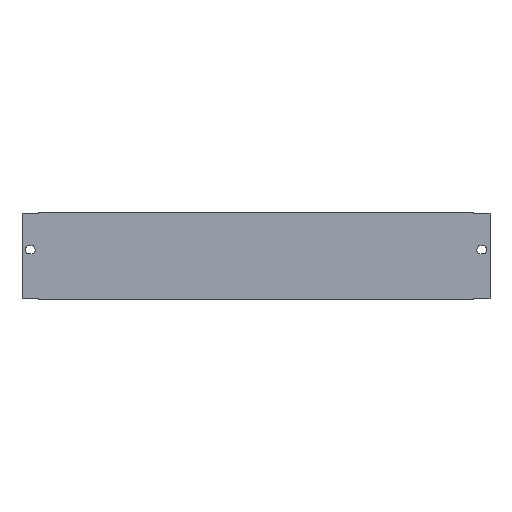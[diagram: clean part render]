
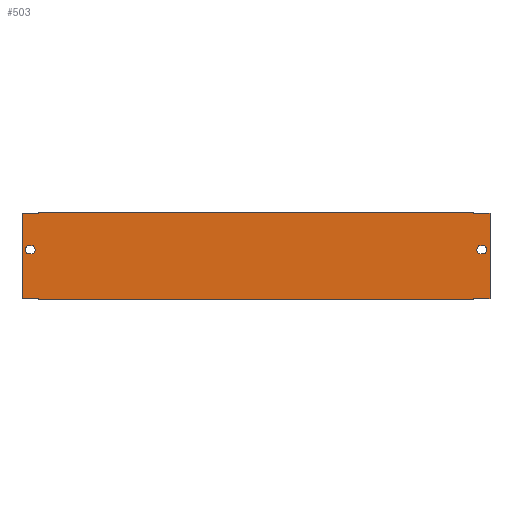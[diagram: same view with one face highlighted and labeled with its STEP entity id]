
A CAD part, top view. The second image highlights one B-rep face of the part: STEP entity #503.
In plain terms, the highlighted planar face has unit normal (0, 0, 1).
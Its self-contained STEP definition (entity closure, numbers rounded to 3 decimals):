
#19=FACE_BOUND('',#60,.T.);
#20=FACE_BOUND('',#61,.T.);
#23=CIRCLE('',#553,5.);
#24=CIRCLE('',#554,5.);
#25=CIRCLE('',#555,5.);
#26=CIRCLE('',#556,5.);
#33=FACE_OUTER_BOUND('',#59,.T.);
#59=EDGE_LOOP('',(#343,#344,#345,#346,#347,#348,#349,#350,#351,#352,#353,
#354));
#60=EDGE_LOOP('',(#355,#356,#357,#358));
#61=EDGE_LOOP('',(#359,#360,#361,#362));
#94=LINE('',#737,#158);
#95=LINE('',#739,#159);
#96=LINE('',#741,#160);
#97=LINE('',#743,#161);
#98=LINE('',#745,#162);
#99=LINE('',#747,#163);
#100=LINE('',#749,#164);
#101=LINE('',#751,#165);
#102=LINE('',#753,#166);
#103=LINE('',#755,#167);
#104=LINE('',#757,#168);
#105=LINE('',#758,#169);
#106=LINE('',#763,#170);
#107=LINE('',#766,#171);
#108=LINE('',#771,#172);
#109=LINE('',#774,#173);
#158=VECTOR('',#599,10.);
#159=VECTOR('',#600,10.);
#160=VECTOR('',#601,10.);
#161=VECTOR('',#602,10.);
#162=VECTOR('',#603,10.);
#163=VECTOR('',#604,10.);
#164=VECTOR('',#605,10.);
#165=VECTOR('',#606,10.);
#166=VECTOR('',#607,10.);
#167=VECTOR('',#608,10.);
#168=VECTOR('',#609,10.);
#169=VECTOR('',#610,10.);
#170=VECTOR('',#613,10.);
#171=VECTOR('',#616,10.);
#172=VECTOR('',#619,10.);
#173=VECTOR('',#622,10.);
#221=VERTEX_POINT('',#735);
#222=VERTEX_POINT('',#736);
#223=VERTEX_POINT('',#738);
#224=VERTEX_POINT('',#740);
#225=VERTEX_POINT('',#742);
#226=VERTEX_POINT('',#744);
#227=VERTEX_POINT('',#746);
#228=VERTEX_POINT('',#748);
#229=VERTEX_POINT('',#750);
#230=VERTEX_POINT('',#752);
#231=VERTEX_POINT('',#754);
#232=VERTEX_POINT('',#756);
#233=VERTEX_POINT('',#759);
#234=VERTEX_POINT('',#760);
#235=VERTEX_POINT('',#762);
#236=VERTEX_POINT('',#764);
#237=VERTEX_POINT('',#767);
#238=VERTEX_POINT('',#768);
#239=VERTEX_POINT('',#770);
#240=VERTEX_POINT('',#772);
#270=EDGE_CURVE('',#221,#222,#94,.T.);
#271=EDGE_CURVE('',#222,#223,#95,.T.);
#272=EDGE_CURVE('',#224,#223,#96,.T.);
#273=EDGE_CURVE('',#225,#224,#97,.T.);
#274=EDGE_CURVE('',#226,#225,#98,.T.);
#275=EDGE_CURVE('',#227,#226,#99,.T.);
#276=EDGE_CURVE('',#227,#228,#100,.T.);
#277=EDGE_CURVE('',#228,#229,#101,.T.);
#278=EDGE_CURVE('',#230,#229,#102,.T.);
#279=EDGE_CURVE('',#231,#230,#103,.T.);
#280=EDGE_CURVE('',#232,#231,#104,.T.);
#281=EDGE_CURVE('',#221,#232,#105,.T.);
#282=EDGE_CURVE('',#233,#234,#23,.T.);
#283=EDGE_CURVE('',#234,#235,#106,.T.);
#284=EDGE_CURVE('',#235,#236,#24,.T.);
#285=EDGE_CURVE('',#236,#233,#107,.T.);
#286=EDGE_CURVE('',#237,#238,#25,.T.);
#287=EDGE_CURVE('',#238,#239,#108,.T.);
#288=EDGE_CURVE('',#239,#240,#26,.T.);
#289=EDGE_CURVE('',#240,#237,#109,.T.);
#343=ORIENTED_EDGE('',*,*,#270,.T.);
#344=ORIENTED_EDGE('',*,*,#271,.T.);
#345=ORIENTED_EDGE('',*,*,#272,.F.);
#346=ORIENTED_EDGE('',*,*,#273,.F.);
#347=ORIENTED_EDGE('',*,*,#274,.F.);
#348=ORIENTED_EDGE('',*,*,#275,.F.);
#349=ORIENTED_EDGE('',*,*,#276,.T.);
#350=ORIENTED_EDGE('',*,*,#277,.T.);
#351=ORIENTED_EDGE('',*,*,#278,.F.);
#352=ORIENTED_EDGE('',*,*,#279,.F.);
#353=ORIENTED_EDGE('',*,*,#280,.F.);
#354=ORIENTED_EDGE('',*,*,#281,.F.);
#355=ORIENTED_EDGE('',*,*,#282,.T.);
#356=ORIENTED_EDGE('',*,*,#283,.T.);
#357=ORIENTED_EDGE('',*,*,#284,.T.);
#358=ORIENTED_EDGE('',*,*,#285,.T.);
#359=ORIENTED_EDGE('',*,*,#286,.T.);
#360=ORIENTED_EDGE('',*,*,#287,.T.);
#361=ORIENTED_EDGE('',*,*,#288,.T.);
#362=ORIENTED_EDGE('',*,*,#289,.T.);
#481=PLANE('',#552);
#503=ADVANCED_FACE('',(#33,#19,#20),#481,.T.);
#552=AXIS2_PLACEMENT_3D('',#734,#597,#598);
#553=AXIS2_PLACEMENT_3D('',#761,#611,#612);
#554=AXIS2_PLACEMENT_3D('',#765,#614,#615);
#555=AXIS2_PLACEMENT_3D('',#769,#617,#618);
#556=AXIS2_PLACEMENT_3D('',#773,#620,#621);
#597=DIRECTION('center_axis',(0.,0.,1.));
#598=DIRECTION('ref_axis',(1.,0.,0.));
#599=DIRECTION('',(0.,-1.,0.));
#600=DIRECTION('',(1.,0.,0.));
#601=DIRECTION('',(0.,-1.,0.));
#602=DIRECTION('',(-1.,0.,0.));
#603=DIRECTION('',(0.,-1.,0.));
#604=DIRECTION('',(1.,0.,0.));
#605=DIRECTION('',(0.,1.,0.));
#606=DIRECTION('',(-1.,0.,0.));
#607=DIRECTION('',(0.,1.,0.));
#608=DIRECTION('',(1.,0.,0.));
#609=DIRECTION('',(0.,1.,0.));
#610=DIRECTION('',(-1.,0.,0.));
#611=DIRECTION('center_axis',(0.,0.,-1.));
#612=DIRECTION('ref_axis',(0.6,-0.8,0.));
#613=DIRECTION('',(-1.,0.,0.));
#614=DIRECTION('center_axis',(0.,0.,-1.));
#615=DIRECTION('ref_axis',(-0.6,0.8,0.));
#616=DIRECTION('',(1.,0.,0.));
#617=DIRECTION('center_axis',(0.,0.,-1.));
#618=DIRECTION('ref_axis',(0.6,-0.8,0.));
#619=DIRECTION('',(-1.,0.,0.));
#620=DIRECTION('center_axis',(0.,0.,-1.));
#621=DIRECTION('ref_axis',(-0.6,0.8,0.));
#622=DIRECTION('',(1.,0.,0.));
#734=CARTESIAN_POINT('Origin',(0.,0.,
1.));
#735=CARTESIAN_POINT('',(-224.5,-43.95,1.));
#736=CARTESIAN_POINT('',(-224.5,-44.35,1.));
#737=CARTESIAN_POINT('',(-224.5,-43.95,1.));
#738=CARTESIAN_POINT('',(224.5,-44.35,1.));
#739=CARTESIAN_POINT('',(0.,-44.35,1.));
#740=CARTESIAN_POINT('',(224.5,-43.95,1.));
#741=CARTESIAN_POINT('',(224.5,-43.95,1.));
#742=CARTESIAN_POINT('',(241.,-43.95,1.));
#743=CARTESIAN_POINT('',(-241.,-43.95,1.));
#744=CARTESIAN_POINT('',(241.,43.95,1.));
#745=CARTESIAN_POINT('',(241.,-43.95,1.));
#746=CARTESIAN_POINT('',(224.5,43.95,1.));
#747=CARTESIAN_POINT('',(241.,43.95,1.));
#748=CARTESIAN_POINT('',(224.5,44.35,1.));
#749=CARTESIAN_POINT('',(224.5,43.95,1.));
#750=CARTESIAN_POINT('',(-224.5,44.35,1.));
#751=CARTESIAN_POINT('',(0.,44.35,1.));
#752=CARTESIAN_POINT('',(-224.5,43.95,1.));
#753=CARTESIAN_POINT('',(-224.5,43.95,1.));
#754=CARTESIAN_POINT('',(-241.,43.95,1.));
#755=CARTESIAN_POINT('',(241.,43.95,1.));
#756=CARTESIAN_POINT('',(-241.,-43.95,1.));
#757=CARTESIAN_POINT('',(-241.,43.95,1.));
#758=CARTESIAN_POINT('',(-241.,-43.95,1.));
#759=CARTESIAN_POINT('',(-229.5,10.325,1.));
#760=CARTESIAN_POINT('',(-229.5,2.325,1.));
#761=CARTESIAN_POINT('Origin',(-232.5,6.325,1.));
#762=CARTESIAN_POINT('',(-235.5,2.325,1.));
#763=CARTESIAN_POINT('',(-117.75,2.325,1.));
#764=CARTESIAN_POINT('',(-235.5,10.325,1.));
#765=CARTESIAN_POINT('Origin',(-232.5,6.325,1.));
#766=CARTESIAN_POINT('',(-114.75,10.325,1.));
#767=CARTESIAN_POINT('',(235.5,10.325,1.));
#768=CARTESIAN_POINT('',(235.5,2.325,1.));
#769=CARTESIAN_POINT('Origin',(232.5,6.325,1.));
#770=CARTESIAN_POINT('',(229.5,2.325,1.));
#771=CARTESIAN_POINT('',(114.75,2.325,1.));
#772=CARTESIAN_POINT('',(229.5,10.325,1.));
#773=CARTESIAN_POINT('Origin',(232.5,6.325,1.));
#774=CARTESIAN_POINT('',(117.75,10.325,1.));
